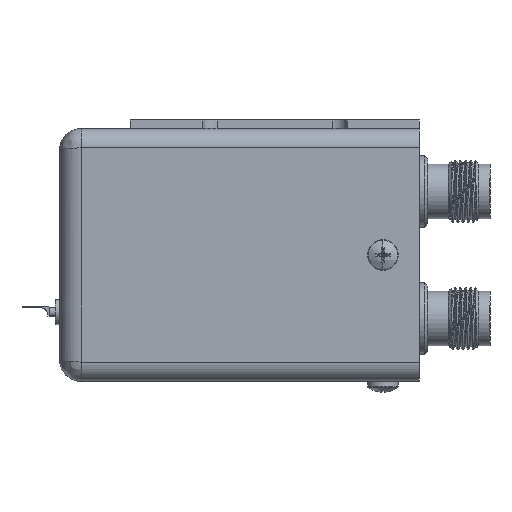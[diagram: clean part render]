
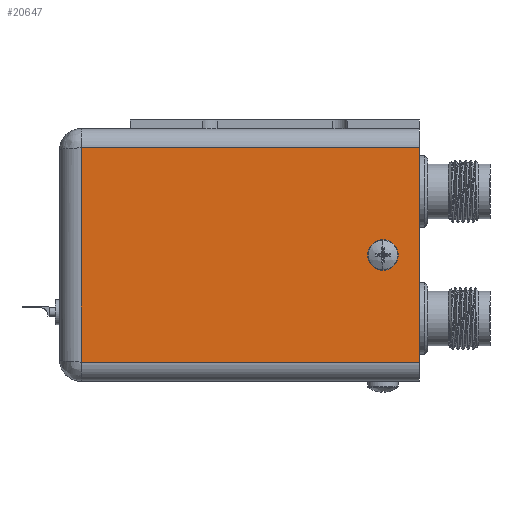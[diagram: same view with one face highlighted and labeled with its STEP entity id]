
A CAD part, left-side view. The second image highlights one B-rep face of the part: STEP entity #20647.
In plain terms, the highlighted planar face has unit normal (-1, 0, 0).
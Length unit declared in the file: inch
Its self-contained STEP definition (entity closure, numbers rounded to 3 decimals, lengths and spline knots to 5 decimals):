
#1294 = EDGE_CURVE ( 'NONE', #6443, #7587, #14775, .T. ) ;
#1405 = CARTESIAN_POINT ( 'NONE',  ( -0.875, 0., 0. ) ) ;
#2081 = LINE ( 'NONE', #12280, #10984 ) ;
#2626 = CARTESIAN_POINT ( 'NONE',  ( -0.875, 0., 0.741 ) ) ;
#3286 = EDGE_CURVE ( 'NONE', #19044, #8785, #3413, .T. ) ;
#3413 = LINE ( 'NONE', #17201, #3846 ) ;
#3652 = DIRECTION ( 'NONE',  ( 0., 0., 1. ) ) ;
#3687 = DIRECTION ( 'NONE',  ( 1., 0., 0. ) ) ;
#3846 = VECTOR ( 'NONE', #8809, 39.37008 ) ;
#3881 = EDGE_LOOP ( 'NONE', ( #15491, #16076, #13360, #14395 ) ) ;
#3904 = DIRECTION ( 'NONE',  ( -1., 0., 0. ) ) ;
#4745 = DIRECTION ( 'NONE',  ( 0., -1., 0. ) ) ;
#5488 = DIRECTION ( 'NONE',  ( 0., 0., -1. ) ) ;
#5831 = CARTESIAN_POINT ( 'NONE',  ( -0.875, 0.252, -0.0675 ) ) ;
#6443 = VERTEX_POINT ( 'NONE', #5831 ) ;
#6502 = ORIENTED_EDGE ( 'NONE', *, *, #1294, .F. ) ;
#7587 = VERTEX_POINT ( 'NONE', #20278 ) ;
#8330 = AXIS2_PLACEMENT_3D ( 'NONE', #12098, #3904, #18944 ) ;
#8624 = EDGE_CURVE ( 'NONE', #16700, #20143, #11359, .T. ) ;
#8785 = VERTEX_POINT ( 'NONE', #12899 ) ;
#8809 = DIRECTION ( 'NONE',  ( 0., 1., 0. ) ) ;
#8860 = FACE_BOUND ( 'NONE', #20924, .T. ) ;
#9617 = EDGE_CURVE ( 'NONE', #8785, #16700, #2081, .T. ) ;
#9666 = EDGE_CURVE ( 'NONE', #7587, #6443, #20659, .T. ) ;
#9698 = CARTESIAN_POINT ( 'NONE',  ( -0.875, 2.49, 0.741 ) ) ;
#10379 = LINE ( 'NONE', #1405, #18935 ) ;
#10395 = CARTESIAN_POINT ( 'NONE',  ( -0.875, 0., -0.741 ) ) ;
#10984 = VECTOR ( 'NONE', #3652, 39.37008 ) ;
#11359 = LINE ( 'NONE', #9698, #12391 ) ;
#12098 = CARTESIAN_POINT ( 'NONE',  ( -0.875, 0.252, 0. ) ) ;
#12157 = EDGE_CURVE ( 'NONE', #19044, #20143, #10379, .T. ) ;
#12280 = CARTESIAN_POINT ( 'NONE',  ( -0.875, 2.34, 0.875 ) ) ;
#12391 = VECTOR ( 'NONE', #4745, 39.37008 ) ;
#12899 = CARTESIAN_POINT ( 'NONE',  ( -0.875, 2.34, -0.741 ) ) ;
#12904 = CARTESIAN_POINT ( 'NONE',  ( -0.875, 2.34, 0.741 ) ) ;
#13360 = ORIENTED_EDGE ( 'NONE', *, *, #8624, .F. ) ;
#13508 = DIRECTION ( 'NONE',  ( 0., 0., 1. ) ) ;
#14179 = CARTESIAN_POINT ( 'NONE',  ( -0.875, 0.252, 0. ) ) ;
#14395 = ORIENTED_EDGE ( 'NONE', *, *, #9617, .F. ) ;
#14775 = CIRCLE ( 'NONE', #8330, 0.0675 ) ;
#14923 = AXIS2_PLACEMENT_3D ( 'NONE', #14179, #17326, #15967 ) ;
#15491 = ORIENTED_EDGE ( 'NONE', *, *, #3286, .F. ) ;
#15967 = DIRECTION ( 'NONE',  ( 0., 0., 1. ) ) ;
#16076 = ORIENTED_EDGE ( 'NONE', *, *, #12157, .T. ) ;
#16700 = VERTEX_POINT ( 'NONE', #12904 ) ;
#17201 = CARTESIAN_POINT ( 'NONE',  ( -0.875, 2.49, -0.741 ) ) ;
#17326 = DIRECTION ( 'NONE',  ( -1., 0., 0. ) ) ;
#18237 = AXIS2_PLACEMENT_3D ( 'NONE', #20512, #3687, #5488 ) ;
#18823 = FACE_OUTER_BOUND ( 'NONE', #3881, .T. ) ;
#18935 = VECTOR ( 'NONE', #13508, 39.37008 ) ;
#18944 = DIRECTION ( 'NONE',  ( 0., 0., 1. ) ) ;
#19044 = VERTEX_POINT ( 'NONE', #10395 ) ;
#19269 = PLANE ( 'NONE',  #18237 ) ;
#20143 = VERTEX_POINT ( 'NONE', #2626 ) ;
#20278 = CARTESIAN_POINT ( 'NONE',  ( -0.875, 0.252, 0.0675 ) ) ;
#20512 = CARTESIAN_POINT ( 'NONE',  ( -0.875, 2.49, 0.875 ) ) ;
#20647 = ADVANCED_FACE ( 'NONE', ( #18823, #8860 ), #19269, .F. ) ;
#20659 = CIRCLE ( 'NONE', #14923, 0.0675 ) ;
#20924 = EDGE_LOOP ( 'NONE', ( #21394, #6502 ) ) ;
#21394 = ORIENTED_EDGE ( 'NONE', *, *, #9666, .F. ) ;
